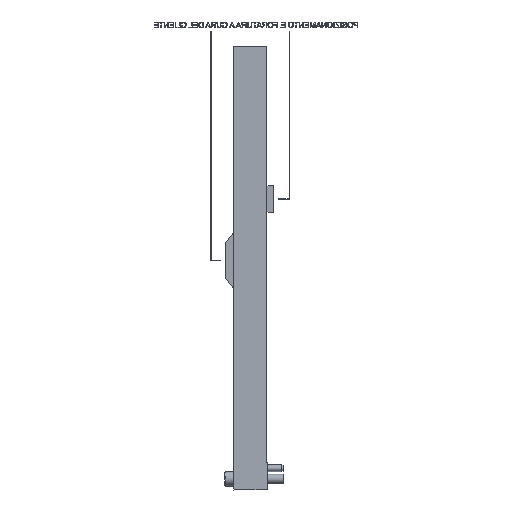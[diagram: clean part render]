
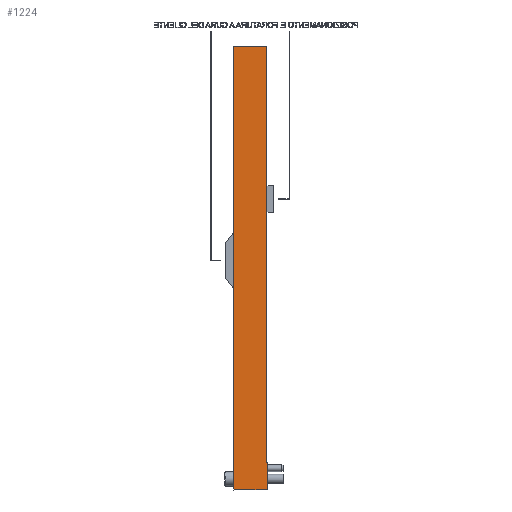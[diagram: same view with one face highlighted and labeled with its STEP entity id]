
A CAD part, left-side view. The second image highlights one B-rep face of the part: STEP entity #1224.
In plain terms, the highlighted planar face has unit normal (-1, 0, 0).
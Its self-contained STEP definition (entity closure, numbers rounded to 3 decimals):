
#678=FACE_OUTER_BOUND('',#2449,.T.);
#1224=ADVANCED_FACE('',(#678),#1845,.T.);
#1845=PLANE('',#12420);
#2449=EDGE_LOOP('',(#3208,#3209,#3210,#3211,#3212,#3213));
#3208=ORIENTED_EDGE('',*,*,#7198,.T.);
#3209=ORIENTED_EDGE('',*,*,#7193,.T.);
#3210=ORIENTED_EDGE('',*,*,#7200,.T.);
#3211=ORIENTED_EDGE('',*,*,#7206,.T.);
#3212=ORIENTED_EDGE('',*,*,#7212,.T.);
#3213=ORIENTED_EDGE('',*,*,#7187,.F.);
#6167=VERTEX_POINT('',#16636);
#6168=VERTEX_POINT('',#16638);
#6173=VERTEX_POINT('',#16650);
#6174=VERTEX_POINT('',#16651);
#6178=VERTEX_POINT('',#16664);
#6183=VERTEX_POINT('',#16675);
#7187=EDGE_CURVE('',#6167,#6168,#10935,.T.);
#7193=EDGE_CURVE('',#6173,#6174,#10938,.T.);
#7198=EDGE_CURVE('',#6167,#6173,#10942,.T.);
#7200=EDGE_CURVE('',#6174,#6178,#10944,.T.);
#7206=EDGE_CURVE('',#6178,#6183,#10949,.T.);
#7212=EDGE_CURVE('',#6183,#6168,#10955,.T.);
#10935=LINE('',#16637,#11648);
#10938=LINE('',#16649,#11651);
#10942=LINE('',#16660,#11655);
#10944=LINE('',#16663,#11657);
#10949=LINE('',#16676,#11662);
#10955=LINE('',#16685,#11668);
#11648=VECTOR('',#13096,1.);
#11651=VECTOR('',#13107,1.);
#11655=VECTOR('',#13115,1.);
#11657=VECTOR('',#13119,1.);
#11662=VECTOR('',#13128,1.);
#11668=VECTOR('',#13136,1.);
#12420=AXIS2_PLACEMENT_3D('',#16691,#13144,#13145);
#13096=DIRECTION('',(0.,0.,1.));
#13107=DIRECTION('',(0.,0.,1.));
#13115=DIRECTION('',(0.,-1.,0.));
#13119=DIRECTION('',(0.,1.,0.));
#13128=DIRECTION('',(0.,0.,1.));
#13136=DIRECTION('',(0.,1.,0.));
#13144=DIRECTION('',(-1.,0.,0.));
#13145=DIRECTION('',(0.,0.,1.));
#16636=CARTESIAN_POINT('',(-10.,30.,-63.));
#16637=CARTESIAN_POINT('',(-10.,30.,-63.));
#16638=CARTESIAN_POINT('',(-10.,30.,333.));
#16649=CARTESIAN_POINT('',(-10.,0.,-63.));
#16650=CARTESIAN_POINT('',(-10.,0.,-63.));
#16651=CARTESIAN_POINT('',(-10.,0.,-38.));
#16660=CARTESIAN_POINT('',(-10.,0.,-63.));
#16663=CARTESIAN_POINT('',(-10.,0.,-38.));
#16664=CARTESIAN_POINT('',(-10.,1.,-38.));
#16675=CARTESIAN_POINT('',(-10.,1.,333.));
#16676=CARTESIAN_POINT('',(-10.,1.,-63.));
#16685=CARTESIAN_POINT('',(-10.,0.,333.));
#16691=CARTESIAN_POINT('',(-10.,0.,-63.));
